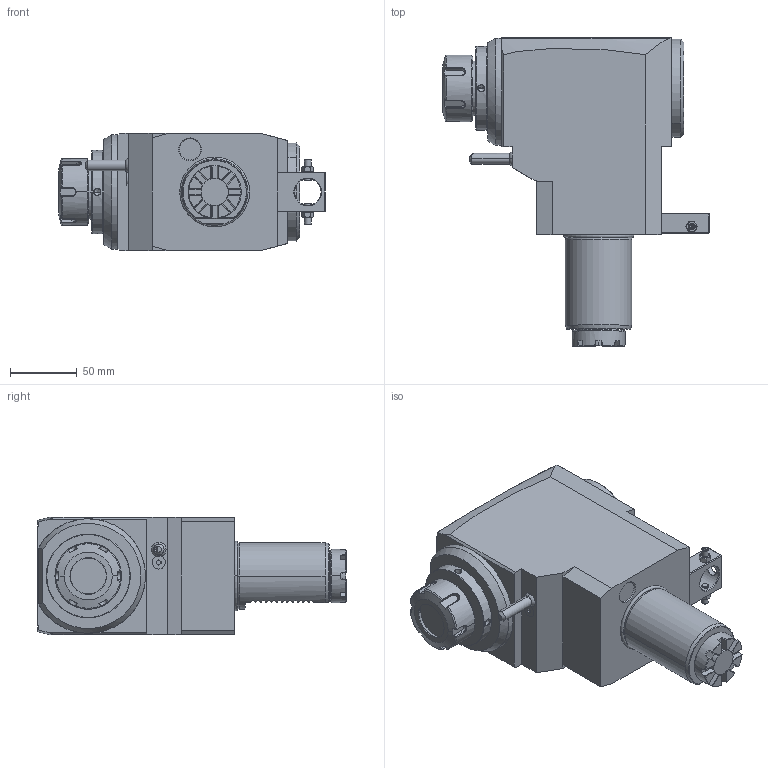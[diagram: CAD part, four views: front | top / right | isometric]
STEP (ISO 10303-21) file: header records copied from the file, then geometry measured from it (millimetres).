
FILE_DESCRIPTION((''),'2;1');
FILE_NAME('NGT1_50_241_32_1_2_110','2023-04-10T',('vali'),('NOVA GRUP'),'PRO/ENGINEER BY PARAMETRIC TECHNOLOGY CORPORATION, 2010280','PRO/ENGINEER BY PARAMETRIC TECHNOLOGY CORPORATION, 2010280','');
FILE_SCHEMA(('CONFIG_CONTROL_DESIGN'));
Length unit declared in the file: millimetre
Products named in the file (1): NGT1_50_241_32_1_2_110
Bounding box: 200.1 x 232 x 88 mm (x, y, z)
Volume: 1808174.6 mm3; surface area: 113908.6 mm2
Topology: 1 solids, 2 shells, 480 faces, 1255 edges, 781 vertices
Faces by surface type: plane 233, cylinder 90, cone 82, bspline 58, torus 13, extrusion 2, sphere 2
Entity records: 20448 total; most frequent: CARTESIAN_POINT 9622, ORIENTED_EDGE 2470, DIRECTION 1868, EDGE_CURVE 1235, VERTEX_POINT 781, AXIS2_PLACEMENT_3D 661, VECTOR 546, LINE 544
